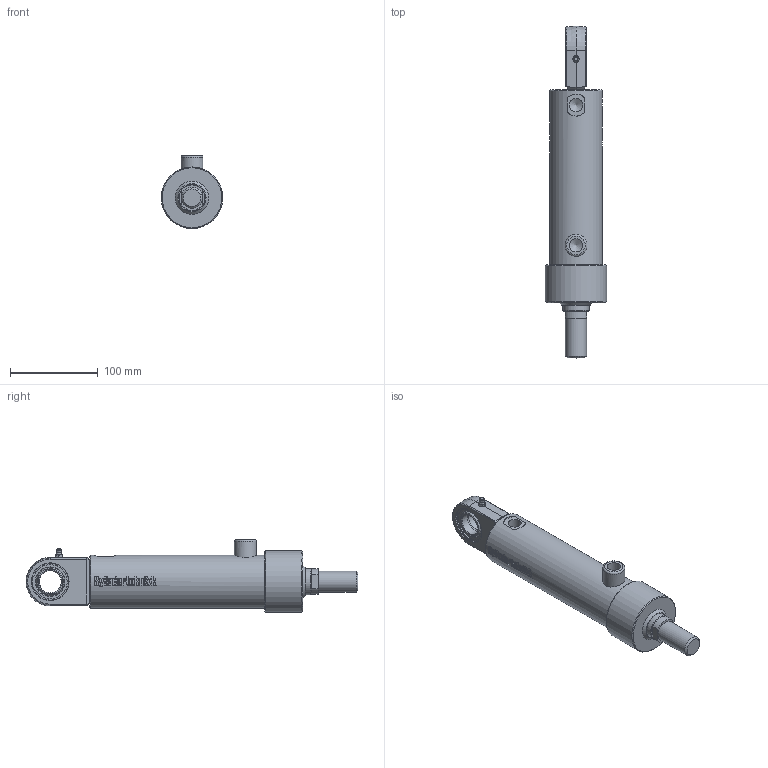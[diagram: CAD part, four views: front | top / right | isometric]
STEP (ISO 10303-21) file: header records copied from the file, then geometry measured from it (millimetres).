
FILE_DESCRIPTION((''),'2;1');
FILE_NAME('DVLG50_30.stp','2010-01-26T14:02:05',('tribel'),(''),'Autodesk Inventor 2009','Autodesk Inventor 2009','');
FILE_SCHEMA(('AUTOMOTIVE_DESIGN { 1 0 10303 214 1 1 1 1 }'));
Length unit declared in the file: millimetre
Products named in the file (5): DVLG50_30; DVLG50_30_body; DVLG50_30_stang; DVLG50_30_Parameters; K-WS25N
Assembly tree (4 placements, depth 2):
  DVLG50_30
    DVLG50_30_body
    DVLG50_30_stang
    DVLG50_30_Parameters
    K-WS25N
Bounding box: 70 x 377.5 x 83 mm (x, y, z)
Volume: 631041.2 mm3; surface area: 139440.6 mm2
Topology: 3 solids, 4 shells, 630 faces, 1650 edges, 1075 vertices
Faces by surface type: plane 332, bspline 156, cylinder 90, cone 38, torus 10, sphere 4
Full cylindrical faces by diameter (mm): 2.286 x2, 2.6 x2, 3 x1, 5.5 x1, 5.6 x1, 24 x1, 25 x3, 30 x2, 42 x4, 43.2 x2, 50 x2, 60 x1, 70 x1
Entity records: 49530 total; most frequent: CARTESIAN_POINT 35589, ORIENTED_EDGE 3104, DIRECTION 2273, EDGE_CURVE 1554, VERTEX_POINT 1046, AXIS2_PLACEMENT_3D 801, EDGE_LOOP 761, VECTOR 671
